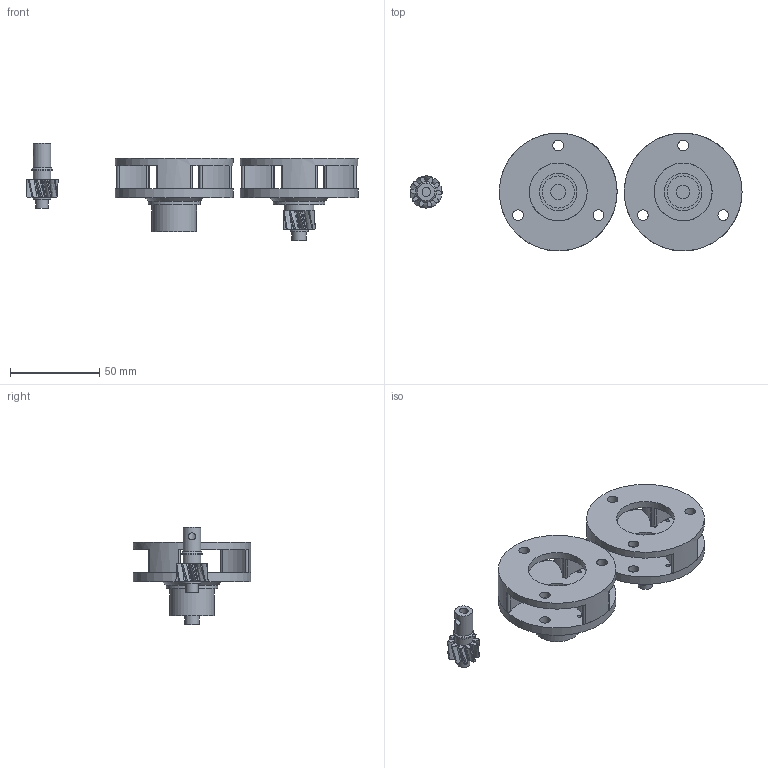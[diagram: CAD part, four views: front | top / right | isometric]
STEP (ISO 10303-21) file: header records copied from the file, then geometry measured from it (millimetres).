
FILE_DESCRIPTION(/* description */ ('STEP AP242','CAx-IF Rec.Pracs.---Representation and Presentation of Product Manufacturing Information (PMI)---4.0---2014-10-13','CAx-IF Rec.Pracs.---3D Tessellated Geometry---0.4---2014-09-14','2;1'),/* implementation_level */ '2;1');
FILE_NAME(/* name */ '66a05f174ddfd9106e0e9138',/* time_stamp */ '2024-07-24T01:55:37Z',/* author */ (''),/* organization */ (''),/* preprocessor_version */ 'ST-DEVELOPER v20',/* originating_system */ ' ',/* authorisation */ ' ');
FILE_SCHEMA (('AP242_MANAGED_MODEL_BASED_3D_ENGINEERING_MIM_LF { 1 0 10303 442 1 1 4 }'));
Length unit declared in the file: metre
Products named in the file (5): Input shaft; Carrier p1 - stage 1; Carrier p1 - stage 1 - Output; Carrier p1 - stage 2; Carrier p2 - stage 2 - Output
Bounding box: 186.05 x 66 x 54.4 mm (x, y, z)
Volume: 81552.6 mm3; surface area: 40983.5 mm2
Topology: 5 solids, 5 shells, 330 faces, 859 edges, 562 vertices
Faces by surface type: cylinder 109, bspline 100, plane 66, cone 55
Full cylindrical faces by diameter (mm): 2.8 x6, 4 x1, 4.2 x10, 6 x12, 7 x1, 7.5 x1, 8 x1, 8.5 x1, 10 x4, 11.5 x1, 17.2 x1, 18 x2, 21 x2, 25 x1, 29 x2, 32.5 x2, 66 x4
Entity records: 23143 total; most frequent: CARTESIAN_POINT 15885, ORIENTED_EDGE 1550, DIRECTION 1380, EDGE_CURVE 775, AXIS2_PLACEMENT_3D 663, VERTEX_POINT 553, EDGE_LOOP 470, FACE_BOUND 470
